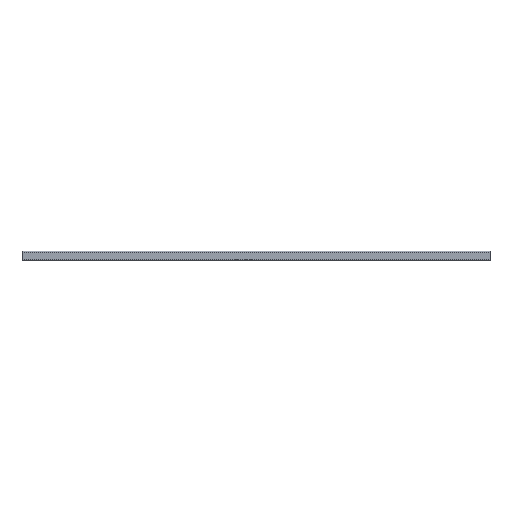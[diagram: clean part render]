
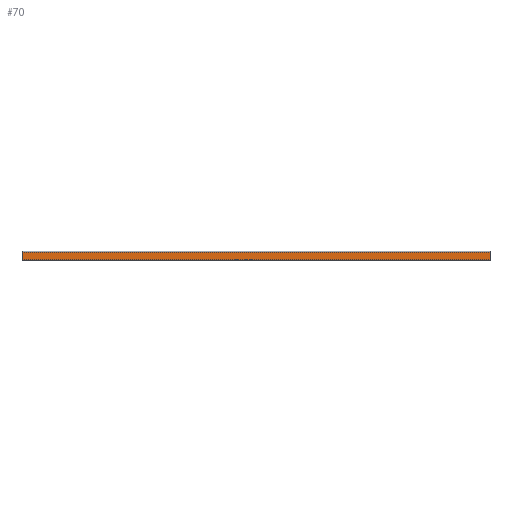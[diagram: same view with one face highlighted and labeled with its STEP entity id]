
A CAD part, top view. The second image highlights one B-rep face of the part: STEP entity #70.
In plain terms, the highlighted planar face has unit normal (0, 0, 1).
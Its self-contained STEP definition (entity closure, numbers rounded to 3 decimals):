
#70=ADVANCED_FACE('',(#155),#156,.F.);
#155=FACE_OUTER_BOUND('',#252,.T.);
#156=PLANE('',#253);
#252=EDGE_LOOP('',(#407,#408,#409,#410));
#253=AXIS2_PLACEMENT_3D('',#411,#412,#413);
#407=ORIENTED_EDGE('',*,*,#663,.F.);
#408=ORIENTED_EDGE('',*,*,#612,.T.);
#409=ORIENTED_EDGE('',*,*,#647,.T.);
#410=ORIENTED_EDGE('',*,*,#664,.F.);
#411=CARTESIAN_POINT('',(2609.327,11021.394,-2555.283));
#412=DIRECTION('',(0.,0.,-1.));
#413=DIRECTION('',(0.,-1.,0.));
#612=EDGE_CURVE('',#730,#731,#732,.T.);
#647=EDGE_CURVE('',#731,#791,#793,.T.);
#663=EDGE_CURVE('',#730,#818,#819,.T.);
#664=EDGE_CURVE('',#818,#791,#820,.T.);
#730=VERTEX_POINT('',#904);
#731=VERTEX_POINT('',#905);
#732=LINE('',#906,#907);
#791=VERTEX_POINT('',#986);
#793=LINE('',#988,#989);
#818=VERTEX_POINT('',#1021);
#819=LINE('',#1022,#1023);
#820=LINE('',#1024,#1025);
#904=CARTESIAN_POINT('',(-1390.673,11051.894,-2555.283));
#905=CARTESIAN_POINT('',(-3390.673,11051.894,-2555.283));
#906=CARTESIAN_POINT('',(2609.327,11051.894,-2555.283));
#907=VECTOR('',#1124,1.);
#986=CARTESIAN_POINT('',(-3390.673,11021.394,-2555.283));
#988=CARTESIAN_POINT('',(-3390.673,11021.394,-2555.283));
#989=VECTOR('',#1169,1.);
#1021=CARTESIAN_POINT('',(-1390.673,11021.394,-2555.283));
#1022=CARTESIAN_POINT('',(-1390.673,11051.894,-2555.283));
#1023=VECTOR('',#1198,1.);
#1024=CARTESIAN_POINT('',(2609.327,11021.394,-2555.283));
#1025=VECTOR('',#1199,1.);
#1124=DIRECTION('',(-1.,0.,0.));
#1169=DIRECTION('',(0.,-1.,0.));
#1198=DIRECTION('',(0.,-1.,0.));
#1199=DIRECTION('',(-1.,0.,0.));
